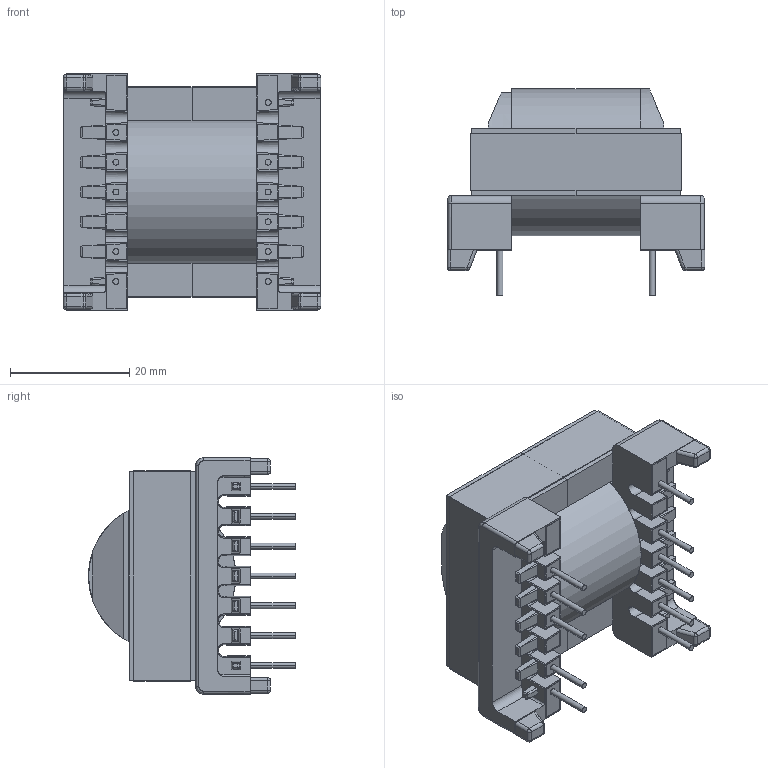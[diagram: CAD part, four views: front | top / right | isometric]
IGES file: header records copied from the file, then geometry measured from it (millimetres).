
Start section: SolidWorks IGES file using analytic representation for surfaces
Global section: file name: ETD34_5455_MP3-7-9.IGS; native system: SolidWorks 2017; preprocessor: SolidWorks 2017; author: e.wtnpm; date: 210701.141434; units: millimetre
Bounding box: 43.18 x 34.67 x 39.6 mm (x, y, z)
Surface area: 18505.6 mm2 (no closed solid volume)
Topology: 0 solids, 0 shells, 596 faces, 5137 edges, 5081 vertices
Faces by surface type: bspline 310, revolution 286
